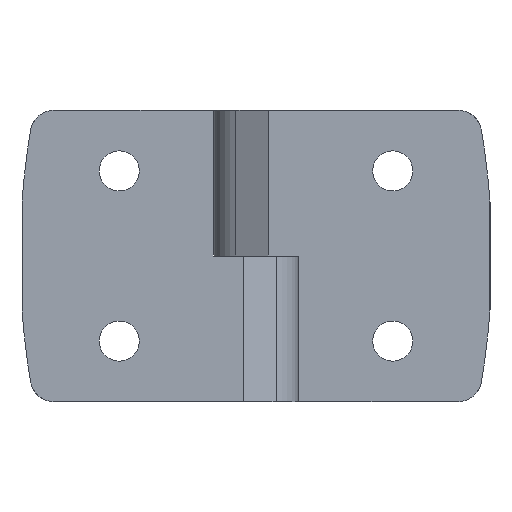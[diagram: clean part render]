
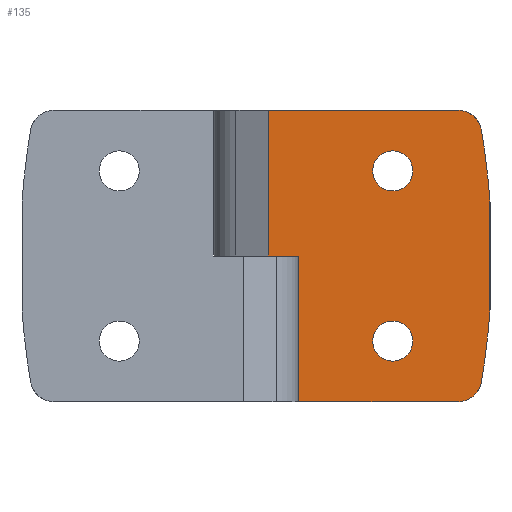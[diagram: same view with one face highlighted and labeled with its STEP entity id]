
A CAD part, front view. The second image highlights one B-rep face of the part: STEP entity #135.
In plain terms, the highlighted planar face has unit normal (0, -1, 0).
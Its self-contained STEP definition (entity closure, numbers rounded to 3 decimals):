
#135 = ADVANCED_FACE( '', ( #275, #276, #277 ), #278, .F. );
#275 = FACE_BOUND( '', #432, .T. );
#276 = FACE_BOUND( '', #433, .T. );
#277 = FACE_OUTER_BOUND( '', #434, .T. );
#278 = PLANE( '', #435 );
#432 = EDGE_LOOP( '', ( #643 ) );
#433 = EDGE_LOOP( '', ( #644 ) );
#434 = EDGE_LOOP( '', ( #645, #646, #647, #648, #649, #650, #651, #652, #653, #654 ) );
#435 = AXIS2_PLACEMENT_3D( '', #655, #656, #657 );
#643 = ORIENTED_EDGE( '', *, *, #932, .T. );
#644 = ORIENTED_EDGE( '', *, *, #876, .T. );
#645 = ORIENTED_EDGE( '', *, *, #933, .F. );
#646 = ORIENTED_EDGE( '', *, *, #934, .T. );
#647 = ORIENTED_EDGE( '', *, *, #935, .F. );
#648 = ORIENTED_EDGE( '', *, *, #936, .F. );
#649 = ORIENTED_EDGE( '', *, *, #937, .F. );
#650 = ORIENTED_EDGE( '', *, *, #920, .F. );
#651 = ORIENTED_EDGE( '', *, *, #938, .F. );
#652 = ORIENTED_EDGE( '', *, *, #939, .F. );
#653 = ORIENTED_EDGE( '', *, *, #940, .T. );
#654 = ORIENTED_EDGE( '', *, *, #941, .F. );
#655 = CARTESIAN_POINT( '', ( 38.5, -9., -24. ) );
#656 = DIRECTION( '', ( 0., 1., 0. ) );
#657 = DIRECTION( '', ( 0., 0., 1. ) );
#876 = EDGE_CURVE( '', #1010, #1010, #1011, .T. );
#920 = EDGE_CURVE( '', #1080, #1083, #1084, .T. );
#932 = EDGE_CURVE( '', #1101, #1101, #1102, .T. );
#933 = EDGE_CURVE( '', #1103, #1104, #1105, .T. );
#934 = EDGE_CURVE( '', #1103, #1106, #1107, .T. );
#935 = EDGE_CURVE( '', #1108, #1106, #1109, .T. );
#936 = EDGE_CURVE( '', #1110, #1108, #1111, .T. );
#937 = EDGE_CURVE( '', #1083, #1110, #1112, .T. );
#938 = EDGE_CURVE( '', #1113, #1080, #1114, .T. );
#939 = EDGE_CURVE( '', #1115, #1113, #1116, .T. );
#940 = EDGE_CURVE( '', #1115, #1117, #1118, .T. );
#941 = EDGE_CURVE( '', #1104, #1117, #1119, .T. );
#1010 = VERTEX_POINT( '', #1206 );
#1011 = CIRCLE( '', #1207, 3.3 );
#1080 = VERTEX_POINT( '', #1295 );
#1083 = VERTEX_POINT( '', #1299 );
#1084 = LINE( '', #1300, #1301 );
#1101 = VERTEX_POINT( '', #1527 );
#1102 = CIRCLE( '', #1528, 3.3 );
#1103 = VERTEX_POINT( '', #1529 );
#1104 = VERTEX_POINT( '', #1530 );
#1105 = CIRCLE( '', #1531, 4. );
#1106 = VERTEX_POINT( '', #1532 );
#1107 = LINE( '', #1533, #1534 );
#1108 = VERTEX_POINT( '', #1535 );
#1109 = LINE( '', #1536, #1537 );
#1110 = VERTEX_POINT( '', #1538 );
#1111 = LINE( '', #1539, #1540 );
#1112 = LINE( '', #1541, #1542 );
#1113 = VERTEX_POINT( '', #1543 );
#1114 = CIRCLE( '', #1544, 4. );
#1115 = VERTEX_POINT( '', #1545 );
#1116 = CIRCLE( '', #1546, 125.64 );
#1117 = VERTEX_POINT( '', #1547 );
#1118 = LINE( '', #1548, #1549 );
#1119 = CIRCLE( '', #1550, 125.64 );
#1206 = CARTESIAN_POINT( '', ( 22.5, -9., 17.3 ) );
#1207 = AXIS2_PLACEMENT_3D( '', #1862, #1863, #1864 );
#1295 = CARTESIAN_POINT( '', ( 33.158, -9., -24. ) );
#1299 = CARTESIAN_POINT( '', ( 7., -9., -24. ) );
#1300 = CARTESIAN_POINT( '', ( 38.5, -9., -24. ) );
#1301 = VECTOR( '', #1921, 1000. );
#1527 = CARTESIAN_POINT( '', ( 22.5, -9., -10.7 ) );
#1528 = AXIS2_PLACEMENT_3D( '', #1929, #1930, #1931 );
#1529 = CARTESIAN_POINT( '', ( 33.158, -9., 24. ) );
#1530 = CARTESIAN_POINT( '', ( 37.104, -9., 20.658 ) );
#1531 = AXIS2_PLACEMENT_3D( '', #1932, #1933, #1934 );
#1532 = CARTESIAN_POINT( '', ( 2., -9., 24. ) );
#1533 = CARTESIAN_POINT( '', ( 38.5, -9., 24. ) );
#1534 = VECTOR( '', #1935, 1000. );
#1535 = CARTESIAN_POINT( '', ( 2., -9., 0. ) );
#1536 = CARTESIAN_POINT( '', ( 2., -9., -24. ) );
#1537 = VECTOR( '', #1936, 1000. );
#1538 = CARTESIAN_POINT( '', ( 7., -9., 0. ) );
#1539 = CARTESIAN_POINT( '', ( 7., -9., 0. ) );
#1540 = VECTOR( '', #1937, 1000. );
#1541 = CARTESIAN_POINT( '', ( 7., -9., -24. ) );
#1542 = VECTOR( '', #1938, 1000. );
#1543 = CARTESIAN_POINT( '', ( 37.104, -9., -20.658 ) );
#1544 = AXIS2_PLACEMENT_3D( '', #1939, #1940, #1941 );
#1545 = CARTESIAN_POINT( '', ( 38.5, -9., -8.871 ) );
#1546 = AXIS2_PLACEMENT_3D( '', #1942, #1943, #1944 );
#1547 = CARTESIAN_POINT( '', ( 38.5, -9., 8.871 ) );
#1548 = CARTESIAN_POINT( '', ( 38.5, -9., -24. ) );
#1549 = VECTOR( '', #1945, 1000. );
#1550 = AXIS2_PLACEMENT_3D( '', #1946, #1947, #1948 );
#1862 = CARTESIAN_POINT( '', ( 22.5, -9., 14. ) );
#1863 = DIRECTION( '', ( 0., 1., 0. ) );
#1864 = DIRECTION( '', ( 0., 0., 1. ) );
#1921 = DIRECTION( '', ( -1., 0., 0. ) );
#1929 = CARTESIAN_POINT( '', ( 22.5, -9., -14. ) );
#1930 = DIRECTION( '', ( 0., 1., 0. ) );
#1931 = DIRECTION( '', ( 0., 0., 1. ) );
#1932 = CARTESIAN_POINT( '', ( 33.158, -9., 20. ) );
#1933 = DIRECTION( '', ( 0., 1., 0. ) );
#1934 = DIRECTION( '', ( 1., 0., 0. ) );
#1935 = DIRECTION( '', ( -1., 0., 0. ) );
#1936 = DIRECTION( '', ( 0., 0., 1. ) );
#1937 = DIRECTION( '', ( -1., 0., 0. ) );
#1938 = DIRECTION( '', ( 0., 0., 1. ) );
#1939 = CARTESIAN_POINT( '', ( 33.158, -9., -20. ) );
#1940 = DIRECTION( '', ( 0., 1., 0. ) );
#1941 = DIRECTION( '', ( 1., 0., 0. ) );
#1942 = CARTESIAN_POINT( '', ( -86.827, -9., 0. ) );
#1943 = DIRECTION( '', ( 0., 1., 0. ) );
#1944 = DIRECTION( '', ( 1., 0., 0. ) );
#1945 = DIRECTION( '', ( 0., 0., 1. ) );
#1946 = CARTESIAN_POINT( '', ( -86.827, -9., 0. ) );
#1947 = DIRECTION( '', ( 0., 1., 0. ) );
#1948 = DIRECTION( '', ( 1., 0., 0. ) );
